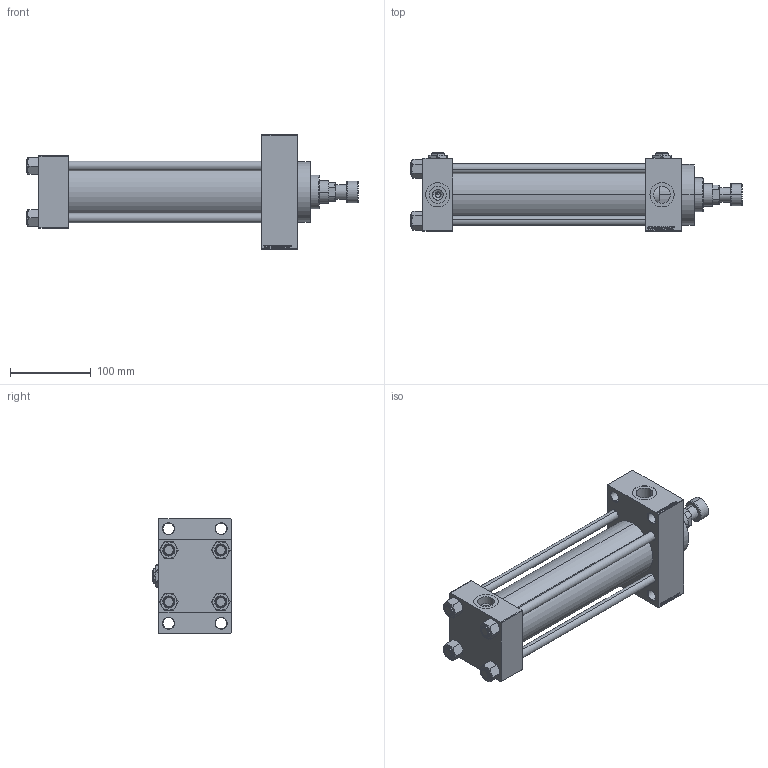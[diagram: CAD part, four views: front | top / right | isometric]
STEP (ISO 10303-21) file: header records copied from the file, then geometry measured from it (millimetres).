
FILE_DESCRIPTION (( 'STEP AP203' ), '1' );
FILE_NAME ('d7ce.STEP', '2023-08-23T01:53:28', ( '' ), ( '' ), 'SwSTEP 2.0', 'SolidWorks 2019', '' );
FILE_SCHEMA (( 'CONFIG_CONTROL_DESIGN' ));
Length unit declared in the file: millimetre
Products named in the file (8): V215_VC_A b9bf94cd4906aad6d975522e3c882675; NUT_M5_D b9bf94cd4906aad6d975522e3c882675; V215CR_ROD_END_F b9bf94cd4906aad6d975522e3c882675; V215CR_D_TYCINKA b9bf94cd4906aad6d975522e3c882675; V215CR_D_Body b9bf94cd4906aad6d975522e3c882675; d7ce; Zatka_pro_OIL_PORT b9bf94cd4906aad6d975522e3c882675; V215CR_VCP_D b9bf94cd4906aad6d975522e3c882675
Assembly tree (14 placements, depth 2):
  d7ce
    V215CR_D_Body b9bf94cd4906aad6d975522e3c882675
    V215CR_VCP_D b9bf94cd4906aad6d975522e3c882675
    NUT_M5_D b9bf94cd4906aad6d975522e3c882675  x4
    V215CR_D_TYCINKA b9bf94cd4906aad6d975522e3c882675  x4
    V215_VC_A b9bf94cd4906aad6d975522e3c882675
    V215CR_ROD_END_F b9bf94cd4906aad6d975522e3c882675
    Zatka_pro_OIL_PORT b9bf94cd4906aad6d975522e3c882675  x2
Bounding box: 411 x 97 x 142 mm (x, y, z)
Volume: 1406523.6 mm3; surface area: 325819.4 mm2
Topology: 14 solids, 14 shells, 1218 faces, 3012 edges, 1940 vertices
Faces by surface type: plane 549, bspline 368, cone 186, cylinder 103, torus 12
Entity records: 49762 total; most frequent: CARTESIAN_POINT 25786, ORIENTED_EDGE 5324, DIRECTION 3522, EDGE_CURVE 2662, VERTEX_POINT 1738, LINE 1558, VECTOR 1558, EDGE_LOOP 1196
